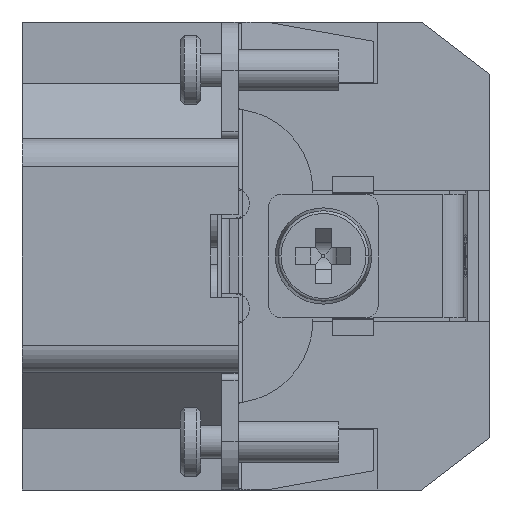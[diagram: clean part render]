
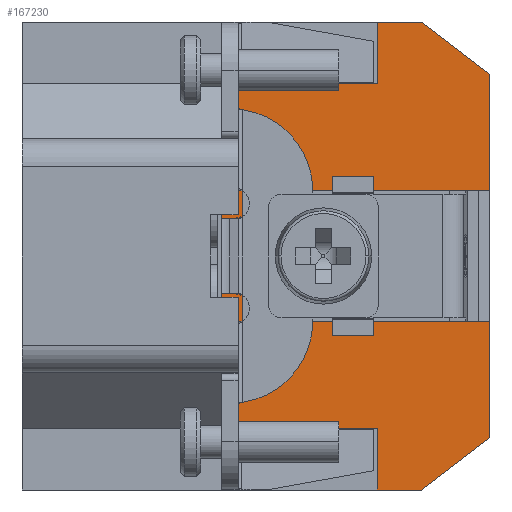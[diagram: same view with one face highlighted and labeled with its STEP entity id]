
A CAD part, left-side view. The second image highlights one B-rep face of the part: STEP entity #167230.
In plain terms, the highlighted planar face has unit normal (-1, 0, 0).
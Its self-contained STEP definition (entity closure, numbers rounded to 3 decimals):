
#873=DIRECTION('',(0.,0.,1.));
#874=VECTOR('',#873,8.45);
#875=CARTESIAN_POINT('',(-45.,-34.,-13.2));
#876=LINE('',#875,#874);
#905=DIRECTION('',(0.,0.,1.));
#906=VECTOR('',#905,8.45);
#907=CARTESIAN_POINT('',(-45.,-34.,4.75));
#908=LINE('',#907,#906);
#47096=DIRECTION('',(0.,0.,1.));
#47097=VECTOR('',#47096,25.);
#47098=CARTESIAN_POINT('',(-45.,-14.5,-12.5));
#47099=LINE('',#47098,#47097);
#49931=DIRECTION('',(0.,0.796,-0.605));
#49932=VECTOR('',#49931,6.28);
#49933=CARTESIAN_POINT('',(-45.,-34.,-13.2));
#49934=LINE('',#49933,#49932);
#49935=DIRECTION('',(0.,1.,0.));
#49936=VECTOR('',#49935,3.2);
#49937=CARTESIAN_POINT('',(-45.,-29.,-17.));
#49938=LINE('',#49937,#49936);
#49939=DIRECTION('',(0.,0.,1.));
#49940=VECTOR('',#49939,4.5);
#49941=CARTESIAN_POINT('',(-45.,-25.8,-17.));
#49942=LINE('',#49941,#49940);
#49943=DIRECTION('',(0.,0.,1.));
#49944=VECTOR('',#49943,4.5);
#49945=CARTESIAN_POINT('',(-45.,-25.8,12.5));
#49946=LINE('',#49945,#49944);
#49947=DIRECTION('',(0.,-1.,0.));
#49948=VECTOR('',#49947,3.2);
#49949=CARTESIAN_POINT('',(-45.,-25.8,17.));
#49950=LINE('',#49949,#49948);
#49951=DIRECTION('',(0.,-0.796,-0.605));
#49952=VECTOR('',#49951,6.28);
#49953=CARTESIAN_POINT('',(-45.,-29.,17.));
#49954=LINE('',#49953,#49952);
#49955=DIRECTION('',(0.,1.,0.));
#49956=VECTOR('',#49955,18.);
#49957=CARTESIAN_POINT('',(-45.,-34.,4.75));
#49958=LINE('',#49957,#49956);
#49959=DIRECTION('',(0.,0.,1.));
#49960=VECTOR('',#49959,9.5);
#49961=CARTESIAN_POINT('',(-45.,-16.,-4.75));
#49962=LINE('',#49961,#49960);
#49963=DIRECTION('',(0.,1.,0.));
#49964=VECTOR('',#49963,18.);
#49965=CARTESIAN_POINT('',(-45.,-34.,-4.75));
#49966=LINE('',#49965,#49964);
#50007=DIRECTION('',(0.,1.,0.));
#50008=VECTOR('',#50007,11.3);
#50009=CARTESIAN_POINT('',(-45.,-25.8,-12.5));
#50010=LINE('',#50009,#50008);
#50920=DIRECTION('',(0.,1.,0.));
#50921=VECTOR('',#50920,11.3);
#50922=CARTESIAN_POINT('',(-45.,-25.8,12.5));
#50923=LINE('',#50922,#50921);
#80322=CARTESIAN_POINT('',(-45.,-14.5,-12.5));
#80324=VERTEX_POINT('',#80322);
#80327=CARTESIAN_POINT('',(-45.,-14.5,12.5));
#80329=VERTEX_POINT('',#80327);
#82250=CARTESIAN_POINT('',(-45.,-16.,-4.75));
#82251=CARTESIAN_POINT('',(-45.,-16.,4.75));
#82252=VERTEX_POINT('',#82250);
#82253=VERTEX_POINT('',#82251);
#82254=CARTESIAN_POINT('',(-45.,-34.,-4.75));
#82255=VERTEX_POINT('',#82254);
#82256=CARTESIAN_POINT('',(-45.,-34.,4.75));
#82257=VERTEX_POINT('',#82256);
#82370=CARTESIAN_POINT('',(-45.,-25.8,17.));
#82371=CARTESIAN_POINT('',(-45.,-29.,17.));
#82372=VERTEX_POINT('',#82370);
#82373=VERTEX_POINT('',#82371);
#82374=CARTESIAN_POINT('',(-45.,-34.,13.2));
#82375=VERTEX_POINT('',#82374);
#82376=CARTESIAN_POINT('',(-45.,-34.,-13.2));
#82377=CARTESIAN_POINT('',(-45.,-29.,-17.));
#82378=VERTEX_POINT('',#82376);
#82379=VERTEX_POINT('',#82377);
#82380=CARTESIAN_POINT('',(-45.,-25.8,-17.));
#82381=VERTEX_POINT('',#82380);
#82382=CARTESIAN_POINT('',(-45.,-25.8,12.5));
#82383=VERTEX_POINT('',#82382);
#82384=CARTESIAN_POINT('',(-45.,-25.8,-12.5));
#82385=VERTEX_POINT('',#82384);
#167203=CARTESIAN_POINT('',(-45.,-34.,-17.));
#167204=DIRECTION('',(1.,0.,0.));
#167205=DIRECTION('',(0.,0.,1.));
#167206=AXIS2_PLACEMENT_3D('',#167203,#167204,#167205);
#167207=PLANE('',#167206);
#167208=ORIENTED_EDGE('',*,*,#106386,.F.);
#167209=ORIENTED_EDGE('',*,*,#106355,.T.);
#167210=ORIENTED_EDGE('',*,*,#106340,.T.);
#167212=ORIENTED_EDGE('',*,*,#167211,.T.);
#167214=ORIENTED_EDGE('',*,*,#167213,.T.);
#167215=ORIENTED_EDGE('',*,*,#163097,.T.);
#167217=ORIENTED_EDGE('',*,*,#167216,.F.);
#167219=ORIENTED_EDGE('',*,*,#167218,.T.);
#167220=ORIENTED_EDGE('',*,*,#164128,.T.);
#167221=ORIENTED_EDGE('',*,*,#164151,.T.);
#167222=ORIENTED_EDGE('',*,*,#106402,.F.);
#167224=ORIENTED_EDGE('',*,*,#167223,.T.);
#167225=ORIENTED_EDGE('',*,*,#167079,.F.);
#167227=ORIENTED_EDGE('',*,*,#167226,.F.);
#167228=EDGE_LOOP('',(#167208,#167209,#167210,#167212,#167214,#167215,#167217,
#167219,#167220,#167221,#167222,#167224,#167225,#167227));
#167229=FACE_OUTER_BOUND('',#167228,.F.);
#167230=ADVANCED_FACE('',(#167229),#167207,.F.);
#106340=EDGE_CURVE('',#82379,#82381,#49938,.T.);
#106355=EDGE_CURVE('',#82378,#82379,#49934,.T.);
#106386=EDGE_CURVE('',#82378,#82255,#876,.T.);
#106402=EDGE_CURVE('',#82257,#82375,#908,.T.);
#163097=EDGE_CURVE('',#80324,#80329,#47099,.T.);
#164128=EDGE_CURVE('',#82372,#82373,#49950,.T.);
#164151=EDGE_CURVE('',#82373,#82375,#49954,.T.);
#167079=EDGE_CURVE('',#82252,#82253,#49962,.T.);
#167211=EDGE_CURVE('',#82381,#82385,#49942,.T.);
#167213=EDGE_CURVE('',#82385,#80324,#50010,.T.);
#167216=EDGE_CURVE('',#82383,#80329,#50923,.T.);
#167218=EDGE_CURVE('',#82383,#82372,#49946,.T.);
#167223=EDGE_CURVE('',#82257,#82253,#49958,.T.);
#167226=EDGE_CURVE('',#82255,#82252,#49966,.T.);
